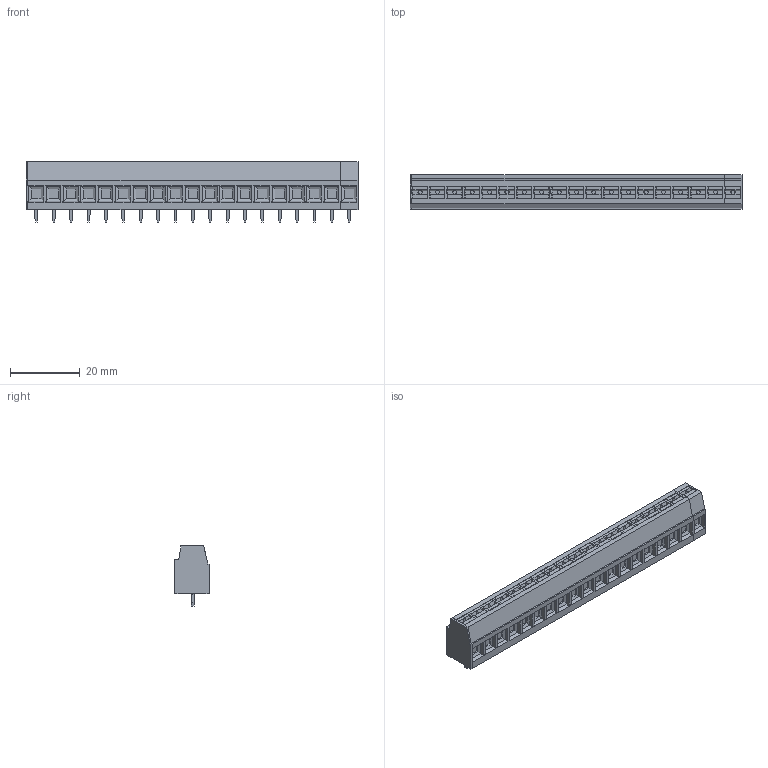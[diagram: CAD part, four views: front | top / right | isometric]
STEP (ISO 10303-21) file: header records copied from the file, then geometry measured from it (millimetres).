
FILE_DESCRIPTION(('CATIA V5 STEP Exchange','CAx-IF Rec.Pracs.--- Model Styling and Organization---1.4--- 2014-01-23'),'2;1');
FILE_NAME ('D1528712_0_2786720000_2786720000.stp','2022-04-26T14:02:49+00:00',('none'),('Weidmueller'),'CATIA Version 5-6 Release 2016 SP3 HF44','CATIA V5 STEP AP214','none');
FILE_SCHEMA(('AUTOMOTIVE_DESIGN { 1 0 10303 214 1 1 1 1 }'));
Products named in the file (1): 2786720000
Bounding box: 95.5 x 10 x 17.3 mm (x, y, z)
Volume: 11311.8 mm3; surface area: 7665.7 mm2
Topology: 41 solids, 80 shells, 1994 faces, 5438 edges, 3642 vertices
Faces by surface type: plane 1850, cylinder 132, cone 12
Entity records: 58294 total; most frequent: CARTESIAN_POINT 12652, ORIENTED_EDGE 10876, DIRECTION 6937, EDGE_CURVE 5438, VECTOR 4881, LINE 4881, VERTEX_POINT 3642, EDGE_LOOP 2070
